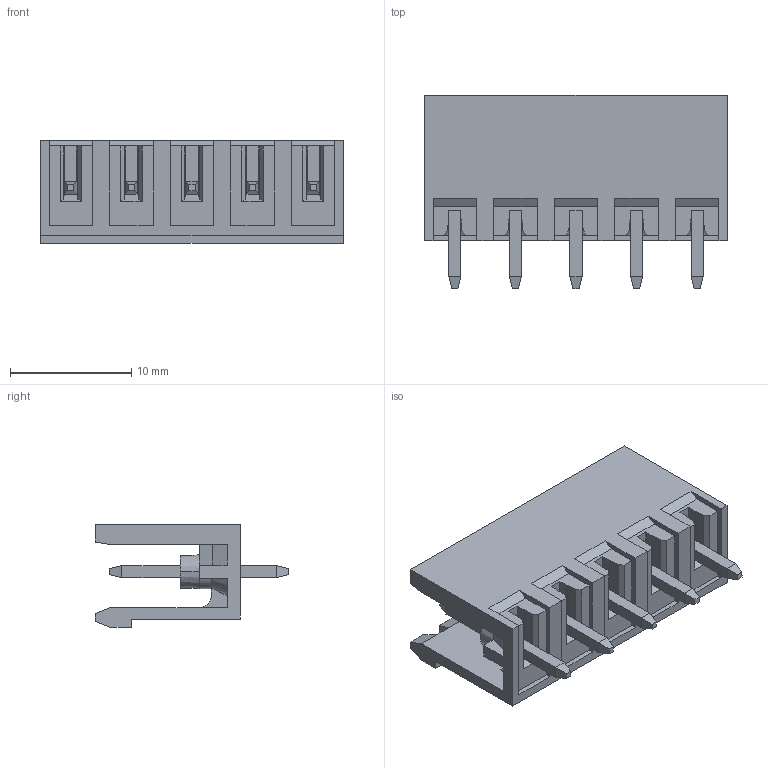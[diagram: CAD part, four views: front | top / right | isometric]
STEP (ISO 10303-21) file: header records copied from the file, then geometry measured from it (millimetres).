
FILE_DESCRIPTION(('FreeCAD Model'),'2;1');
FILE_NAME('Open CASCADE Shape Model','2024-11-04T21:07:02',(''),(''), 'Open CASCADE STEP processor 7.6','FreeCAD','Unknown');
FILE_SCHEMA(('AUTOMOTIVE_DESIGN { 1 0 10303 214 1 1 1 1 }'));
Length unit declared in the file: millimetre
Products named in the file (1): CUI_DEVICES_TBP04R3-500-05BE
Bounding box: 25 x 16 x 8.5 mm (x, y, z)
Volume: 974.6 mm3; surface area: 2112.1 mm2
Topology: 1 solids, 1 shells, 374 faces, 1005 edges, 638 vertices
Faces by surface type: plane 329, cone 30, cylinder 15
Entity records: 14142 total; most frequent: CARTESIAN_POINT 2218, ORIENTED_EDGE 2010, DIRECTION 1795, EDGE_CURVE 1005, LINE 865, VECTOR 865, VERTEX_POINT 638, AXIS2_PLACEMENT_3D 465
